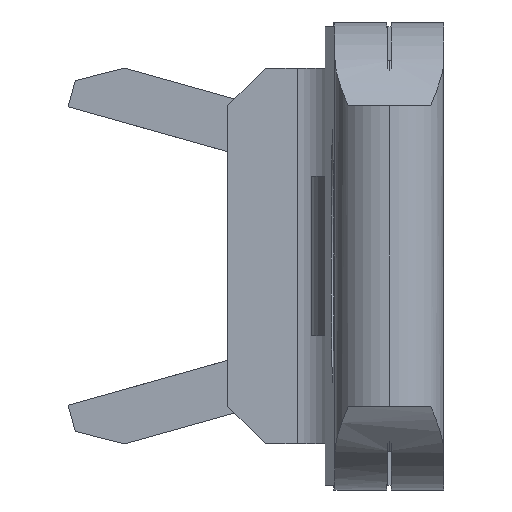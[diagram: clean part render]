
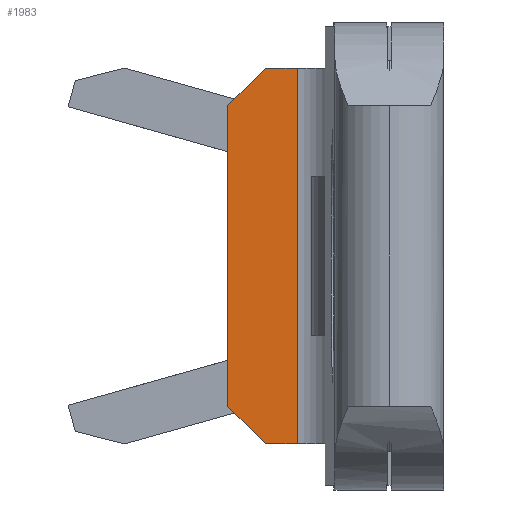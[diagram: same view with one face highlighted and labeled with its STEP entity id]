
A CAD part, left-side view. The second image highlights one B-rep face of the part: STEP entity #1983.
In plain terms, the highlighted planar face has unit normal (-1, 0, 0).
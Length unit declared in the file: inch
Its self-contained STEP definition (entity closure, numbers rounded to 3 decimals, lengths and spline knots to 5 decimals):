
#27 = ORIENTED_EDGE ( 'NONE', *, *, #3581, .T. ) ;
#60 = VERTEX_POINT ( 'NONE', #1762 ) ;
#164 = CARTESIAN_POINT ( 'NONE',  ( 0.861, 0.066, 0.1 ) ) ;
#368 = DIRECTION ( 'NONE',  ( 0., 1., 0. ) ) ;
#552 = EDGE_LOOP ( 'NONE', ( #2899, #27, #629, #1594, #2074, #3880 ) ) ;
#611 = VERTEX_POINT ( 'NONE', #4735 ) ;
#629 = ORIENTED_EDGE ( 'NONE', *, *, #1189, .T. ) ;
#764 = AXIS2_PLACEMENT_3D ( 'NONE', #2790, #5055, #368 ) ;
#838 = VECTOR ( 'NONE', #1476, 39.37008 ) ;
#862 = DIRECTION ( 'NONE',  ( 0., 0., -1. ) ) ;
#979 = VERTEX_POINT ( 'NONE', #1692 ) ;
#1189 = EDGE_CURVE ( 'NONE', #1688, #3532, #3648, .T. ) ;
#1193 = VECTOR ( 'NONE', #4107, 39.37008 ) ;
#1198 = DIRECTION ( 'NONE',  ( 0., -0.707, -0.707 ) ) ;
#1303 = VECTOR ( 'NONE', #862, 39.37008 ) ;
#1476 = DIRECTION ( 'NONE',  ( 0., -1., 0. ) ) ;
#1577 = DIRECTION ( 'NONE',  ( 0., 0.707, -0.707 ) ) ;
#1594 = ORIENTED_EDGE ( 'NONE', *, *, #3163, .T. ) ;
#1688 = VERTEX_POINT ( 'NONE', #4869 ) ;
#1692 = CARTESIAN_POINT ( 'NONE',  ( 0.861, 0.049, -0.1 ) ) ;
#1762 = CARTESIAN_POINT ( 'NONE',  ( 0.861, 0.066, -0.1 ) ) ;
#1983 = ADVANCED_FACE ( 'NONE', ( #3764 ), #3011, .F. ) ;
#2074 = ORIENTED_EDGE ( 'NONE', *, *, #4227, .T. ) ;
#2244 = LINE ( 'NONE', #164, #3198 ) ;
#2302 = VERTEX_POINT ( 'NONE', #3289 ) ;
#2411 = DIRECTION ( 'NONE',  ( 0., 0., -1. ) ) ;
#2545 = CARTESIAN_POINT ( 'NONE',  ( 0.861, 0.086, 0.1 ) ) ;
#2790 = CARTESIAN_POINT ( 'NONE',  ( 0.861, 0.086, 0.1245 ) ) ;
#2899 = ORIENTED_EDGE ( 'NONE', *, *, #3474, .T. ) ;
#3011 = PLANE ( 'NONE',  #764 ) ;
#3163 = EDGE_CURVE ( 'NONE', #3532, #60, #3883, .T. ) ;
#3198 = VECTOR ( 'NONE', #1577, 39.37008 ) ;
#3289 = CARTESIAN_POINT ( 'NONE',  ( 0.861, 0.066, 0.1 ) ) ;
#3474 = EDGE_CURVE ( 'NONE', #611, #2302, #4582, .T. ) ;
#3495 = LINE ( 'NONE', #4367, #4441 ) ;
#3532 = VERTEX_POINT ( 'NONE', #4881 ) ;
#3549 = CARTESIAN_POINT ( 'NONE',  ( 0.861, 0.086, 0.1245 ) ) ;
#3581 = EDGE_CURVE ( 'NONE', #2302, #1688, #2244, .T. ) ;
#3641 = CARTESIAN_POINT ( 'NONE',  ( 0.861, 0.086, -0.1 ) ) ;
#3648 = LINE ( 'NONE', #3549, #1303 ) ;
#3748 = VECTOR ( 'NONE', #1198, 39.37008 ) ;
#3764 = FACE_OUTER_BOUND ( 'NONE', #552, .T. ) ;
#3880 = ORIENTED_EDGE ( 'NONE', *, *, #5130, .F. ) ;
#3883 = LINE ( 'NONE', #4595, #3748 ) ;
#4107 = DIRECTION ( 'NONE',  ( 0., 1., 0. ) ) ;
#4227 = EDGE_CURVE ( 'NONE', #60, #979, #5419, .T. ) ;
#4367 = CARTESIAN_POINT ( 'NONE',  ( 0.861, 0.049, 0.1245 ) ) ;
#4441 = VECTOR ( 'NONE', #2411, 39.37008 ) ;
#4582 = LINE ( 'NONE', #2545, #1193 ) ;
#4595 = CARTESIAN_POINT ( 'NONE',  ( 0.861, 0.066, -0.1 ) ) ;
#4735 = CARTESIAN_POINT ( 'NONE',  ( 0.861, 0.049, 0.1 ) ) ;
#4869 = CARTESIAN_POINT ( 'NONE',  ( 0.861, 0.086, 0.08 ) ) ;
#4881 = CARTESIAN_POINT ( 'NONE',  ( 0.861, 0.086, -0.08 ) ) ;
#5055 = DIRECTION ( 'NONE',  ( 1., 0., 0. ) ) ;
#5130 = EDGE_CURVE ( 'NONE', #611, #979, #3495, .T. ) ;
#5419 = LINE ( 'NONE', #3641, #838 ) ;
